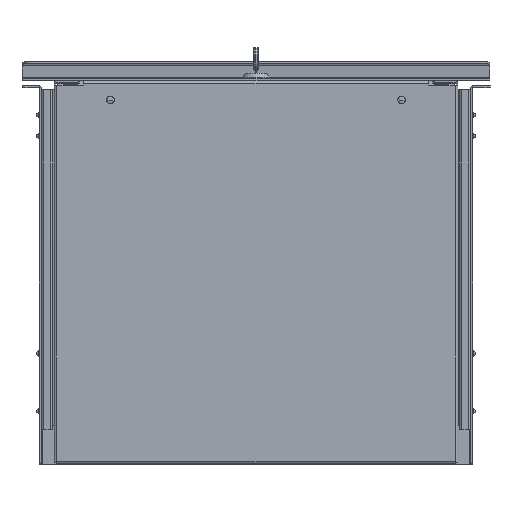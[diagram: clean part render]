
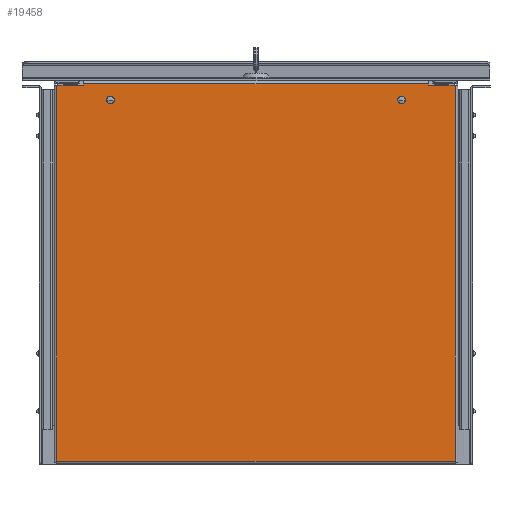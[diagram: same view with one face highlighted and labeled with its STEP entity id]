
A CAD part, front view. The second image highlights one B-rep face of the part: STEP entity #19458.
In plain terms, the highlighted planar face has unit normal (0, -1, 0).
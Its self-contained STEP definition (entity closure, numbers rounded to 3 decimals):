
#17371=CARTESIAN_POINT('',(-150.,-2.,-20.));
#17372=DIRECTION('',(0.,1.,0.));
#17373=DIRECTION('',(-1.,0.,0.));
#17374=AXIS2_PLACEMENT_3D('',#17371,#17372,#17373);
#17379=CARTESIAN_POINT('',(-150.,-2.,-20.));
#17380=DIRECTION('',(0.,1.,0.));
#17381=DIRECTION('',(1.,0.,0.));
#17382=AXIS2_PLACEMENT_3D('',#17379,#17380,#17381);
#17387=CARTESIAN_POINT('',(150.,-2.,-20.));
#17388=DIRECTION('',(0.,-1.,0.));
#17389=DIRECTION('',(1.,0.,0.));
#17390=AXIS2_PLACEMENT_3D('',#17387,#17388,#17389);
#17395=CARTESIAN_POINT('',(150.,-2.,-20.));
#17396=DIRECTION('',(0.,-1.,0.));
#17397=DIRECTION('',(-1.,0.,0.));
#17398=AXIS2_PLACEMENT_3D('',#17395,#17396,#17397);
#17403=DIRECTION('',(-1.,0.,0.));
#17404=VECTOR('',#17403,27.);
#17405=CARTESIAN_POINT('',(-178.,-2.,-5.));
#17406=LINE('',#17405,#17404);
#17410=DIRECTION('',(0.,0.,-1.));
#17411=VECTOR('',#17410,2.);
#17412=CARTESIAN_POINT('',(-178.,-2.,-3.));
#17413=LINE('',#17412,#17411);
#17417=DIRECTION('',(0.,0.,-1.));
#17418=VECTOR('',#17417,2.);
#17419=CARTESIAN_POINT('',(178.,-2.,-3.));
#17420=LINE('',#17419,#17418);
#17424=DIRECTION('',(1.,0.,0.));
#17425=VECTOR('',#17424,27.);
#17426=CARTESIAN_POINT('',(178.,-2.,-5.));
#17427=LINE('',#17426,#17425);
#17472=DIRECTION('',(1.,0.,0.));
#17473=VECTOR('',#17472,205.);
#17474=CARTESIAN_POINT('',(-205.,-2.,-392.));
#17475=LINE('',#17474,#17473);
#17479=DIRECTION('',(-1.,0.,0.));
#17480=VECTOR('',#17479,205.);
#17481=CARTESIAN_POINT('',(205.,-2.,-392.));
#17482=LINE('',#17481,#17480);
#18156=DIRECTION('',(0.,0.,-1.));
#18157=VECTOR('',#18156,387.);
#18158=CARTESIAN_POINT('',(-205.,-2.,-5.));
#18159=LINE('',#18158,#18157);
#18206=DIRECTION('',(1.,0.,0.));
#18207=VECTOR('',#18206,178.);
#18208=CARTESIAN_POINT('',(0.,-2.,-3.));
#18209=LINE('',#18208,#18207);
#18213=DIRECTION('',(-1.,0.,0.));
#18214=VECTOR('',#18213,178.);
#18215=CARTESIAN_POINT('',(0.,-2.,-3.));
#18216=LINE('',#18215,#18214);
#18432=DIRECTION('',(0.,0.,-1.));
#18433=VECTOR('',#18432,387.);
#18434=CARTESIAN_POINT('',(205.,-2.,-5.));
#18435=LINE('',#18434,#18433);
#19069=CARTESIAN_POINT('',(152.1,-2.,-20.));
#19070=CARTESIAN_POINT('',(147.9,-2.,-20.));
#19071=VERTEX_POINT('',#19069);
#19072=VERTEX_POINT('',#19070);
#19074=CARTESIAN_POINT('',(178.,-2.,-5.));
#19076=VERTEX_POINT('',#19074);
#19078=CARTESIAN_POINT('',(178.,-2.,-3.));
#19080=VERTEX_POINT('',#19078);
#19093=CARTESIAN_POINT('',(205.,-2.,-5.));
#19094=VERTEX_POINT('',#19093);
#19127=CARTESIAN_POINT('',(205.,-2.,-392.));
#19128=VERTEX_POINT('',#19127);
#19209=CARTESIAN_POINT('',(-152.1,-2.,-20.));
#19210=CARTESIAN_POINT('',(-147.9,-2.,-20.));
#19211=VERTEX_POINT('',#19209);
#19212=VERTEX_POINT('',#19210);
#19214=CARTESIAN_POINT('',(-178.,-2.,-5.));
#19216=VERTEX_POINT('',#19214);
#19218=CARTESIAN_POINT('',(-178.,-2.,-3.));
#19220=VERTEX_POINT('',#19218);
#19233=CARTESIAN_POINT('',(-205.,-2.,-5.));
#19234=VERTEX_POINT('',#19233);
#19267=CARTESIAN_POINT('',(-205.,-2.,-392.));
#19268=VERTEX_POINT('',#19267);
#19345=CARTESIAN_POINT('',(0.,-2.,-3.));
#19346=VERTEX_POINT('',#19345);
#19349=CARTESIAN_POINT('',(0.,-2.,-392.));
#19350=VERTEX_POINT('',#19349);
#19421=CARTESIAN_POINT('',(0.,-2.,0.));
#19422=DIRECTION('',(0.,1.,0.));
#19423=DIRECTION('',(1.,0.,0.));
#19424=AXIS2_PLACEMENT_3D('',#19421,#19422,#19423);
#19425=PLANE('',#19424);
#19427=ORIENTED_EDGE('',*,*,#19426,.T.);
#19429=ORIENTED_EDGE('',*,*,#19428,.F.);
#19431=ORIENTED_EDGE('',*,*,#19430,.F.);
#19433=ORIENTED_EDGE('',*,*,#19432,.F.);
#19435=ORIENTED_EDGE('',*,*,#19434,.F.);
#19437=ORIENTED_EDGE('',*,*,#19436,.F.);
#19439=ORIENTED_EDGE('',*,*,#19438,.T.);
#19441=ORIENTED_EDGE('',*,*,#19440,.T.);
#19443=ORIENTED_EDGE('',*,*,#19442,.T.);
#19445=ORIENTED_EDGE('',*,*,#19444,.T.);
#19446=EDGE_LOOP('',(#19427,#19429,#19431,#19433,#19435,#19437,#19439,#19441,
#19443,#19445));
#19447=FACE_OUTER_BOUND('',#19446,.F.);
#19449=ORIENTED_EDGE('',*,*,#19448,.T.);
#19451=ORIENTED_EDGE('',*,*,#19450,.T.);
#19452=EDGE_LOOP('',(#19449,#19451));
#19453=FACE_BOUND('',#19452,.F.);
#19454=ORIENTED_EDGE('',*,*,#19401,.F.);
#19455=ORIENTED_EDGE('',*,*,#19415,.F.);
#19456=EDGE_LOOP('',(#19454,#19455));
#19457=FACE_BOUND('',#19456,.F.);
#19458=ADVANCED_FACE('',(#19447,#19453,#19457),#19425,.F.);
#17375=CIRCLE('',#17374,2.1);
#17383=CIRCLE('',#17382,2.1);
#17391=CIRCLE('',#17390,2.1);
#17399=CIRCLE('',#17398,2.1);
#19401=EDGE_CURVE('',#19211,#19212,#17375,.T.);
#19415=EDGE_CURVE('',#19212,#19211,#17383,.T.);
#19426=EDGE_CURVE('',#19128,#19350,#17482,.T.);
#19428=EDGE_CURVE('',#19268,#19350,#17475,.T.);
#19430=EDGE_CURVE('',#19234,#19268,#18159,.T.);
#19432=EDGE_CURVE('',#19216,#19234,#17406,.T.);
#19434=EDGE_CURVE('',#19220,#19216,#17413,.T.);
#19436=EDGE_CURVE('',#19346,#19220,#18216,.T.);
#19438=EDGE_CURVE('',#19346,#19080,#18209,.T.);
#19440=EDGE_CURVE('',#19080,#19076,#17420,.T.);
#19442=EDGE_CURVE('',#19076,#19094,#17427,.T.);
#19444=EDGE_CURVE('',#19094,#19128,#18435,.T.);
#19448=EDGE_CURVE('',#19071,#19072,#17391,.T.);
#19450=EDGE_CURVE('',#19072,#19071,#17399,.T.);
